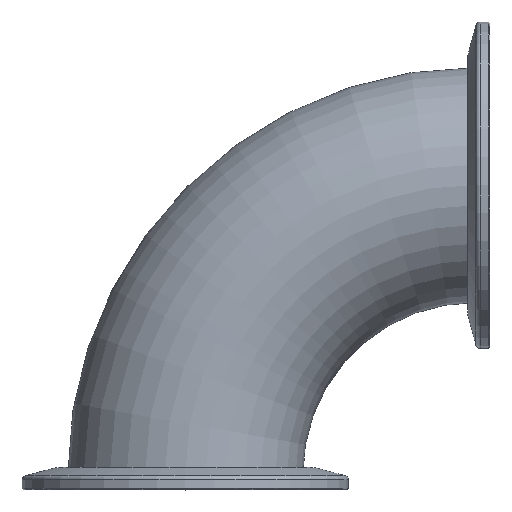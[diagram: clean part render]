
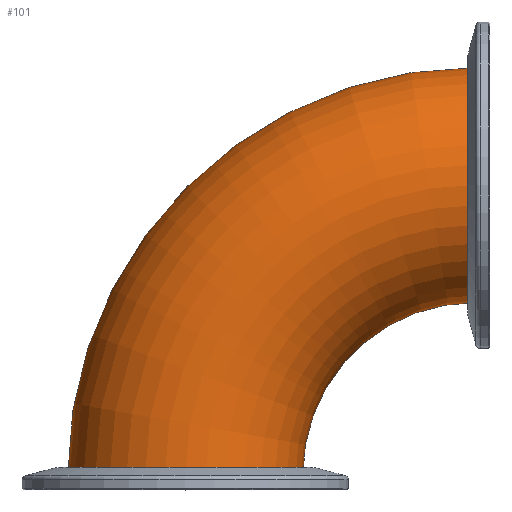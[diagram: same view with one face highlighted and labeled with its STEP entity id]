
A CAD part, top view. The second image highlights one B-rep face of the part: STEP entity #101.
In plain terms, the highlighted toroidal (fillet/blend) face has major radius 66.5 mm and minor radius 27 mm.
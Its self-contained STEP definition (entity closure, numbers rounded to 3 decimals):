
#20 = CARTESIAN_POINT ( 'NONE',  ( 27., 0., 0. ) ) ;
#101 = ADVANCED_FACE ( 'NONE', ( #690 ), #380, .T. ) ;
#103 = DIRECTION ( 'NONE',  ( 0., 0., 1. ) ) ;
#109 = DIRECTION ( 'NONE',  ( 0., 0., 1. ) ) ;
#123 = AXIS2_PLACEMENT_3D ( 'NONE', #729, #806, #807 ) ;
#169 = CARTESIAN_POINT ( 'NONE',  ( 66.5, 39.5, 0. ) ) ;
#191 = DIRECTION ( 'NONE',  ( 0., 0., 1. ) ) ;
#192 = EDGE_CURVE ( 'NONE', #409, #677, #776, .T. ) ;
#194 = EDGE_CURVE ( 'NONE', #409, #243, #805, .T. ) ;
#197 = EDGE_CURVE ( 'NONE', #243, #775, #555, .T. ) ;
#198 = ORIENTED_EDGE ( 'NONE', *, *, #192, .F. ) ;
#204 = EDGE_CURVE ( 'NONE', #677, #775, #771, .T. ) ;
#243 = VERTEX_POINT ( 'NONE', #620 ) ;
#275 = ORIENTED_EDGE ( 'NONE', *, *, #194, .T. ) ;
#279 = CARTESIAN_POINT ( 'NONE',  ( 66.5, 0., 0. ) ) ;
#299 = DIRECTION ( 'NONE',  ( 1., 0., 0. ) ) ;
#363 = AXIS2_PLACEMENT_3D ( 'NONE', #562, #600, #809 ) ;
#371 = CARTESIAN_POINT ( 'NONE',  ( 66.5, 93.5, 0. ) ) ;
#379 = ORIENTED_EDGE ( 'NONE', *, *, #204, .F. ) ;
#380 = TOROIDAL_SURFACE ( 'NONE', #386, 66.5, 27. ) ;
#382 = CARTESIAN_POINT ( 'NONE',  ( 66.5, 66.5, 0. ) ) ;
#386 = AXIS2_PLACEMENT_3D ( 'NONE', #279, #191, #299 ) ;
#405 = ORIENTED_EDGE ( 'NONE', *, *, #197, .T. ) ;
#408 = EDGE_LOOP ( 'NONE', ( #198, #275, #405, #379 ) ) ;
#409 = VERTEX_POINT ( 'NONE', #371 ) ;
#555 = CIRCLE ( 'NONE', #123, 27. ) ;
#562 = CARTESIAN_POINT ( 'NONE',  ( 66.5, 0., 0. ) ) ;
#576 = DIRECTION ( 'NONE',  ( 1., 0., 0. ) ) ;
#600 = DIRECTION ( 'NONE',  ( 0., 0., 1. ) ) ;
#601 = AXIS2_PLACEMENT_3D ( 'NONE', #382, #735, #109 ) ;
#620 = CARTESIAN_POINT ( 'NONE',  ( -27., 0., 0. ) ) ;
#635 = AXIS2_PLACEMENT_3D ( 'NONE', #754, #103, #576 ) ;
#677 = VERTEX_POINT ( 'NONE', #169 ) ;
#690 = FACE_OUTER_BOUND ( 'NONE', #408, .T. ) ;
#729 = CARTESIAN_POINT ( 'NONE',  ( 0., 0., 0. ) ) ;
#735 = DIRECTION ( 'NONE',  ( 1., 0., 0. ) ) ;
#754 = CARTESIAN_POINT ( 'NONE',  ( 66.5, 0., 0. ) ) ;
#771 = CIRCLE ( 'NONE', #635, 39.5 ) ;
#775 = VERTEX_POINT ( 'NONE', #20 ) ;
#776 = CIRCLE ( 'NONE', #601, 27. ) ;
#805 = CIRCLE ( 'NONE', #363, 93.5 ) ;
#806 = DIRECTION ( 'NONE',  ( 0., 1., 0. ) ) ;
#807 = DIRECTION ( 'NONE',  ( 0., 0., 1. ) ) ;
#809 = DIRECTION ( 'NONE',  ( 1., 0., 0. ) ) ;
